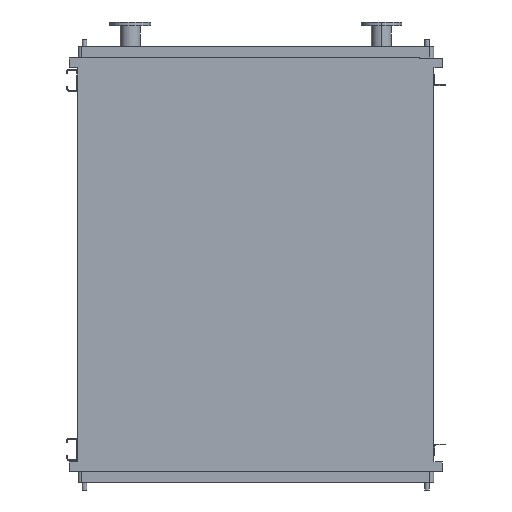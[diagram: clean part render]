
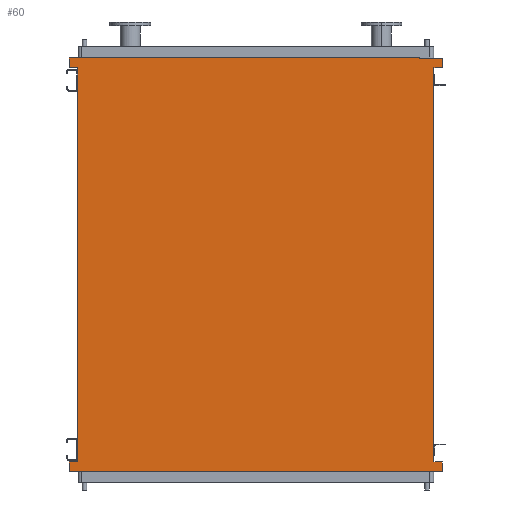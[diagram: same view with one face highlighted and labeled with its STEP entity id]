
A CAD part, front view. The second image highlights one B-rep face of the part: STEP entity #60.
In plain terms, the highlighted planar face has unit normal (0, -1, 0).
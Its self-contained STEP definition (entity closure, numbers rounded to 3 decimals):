
#60 = ADVANCED_FACE ( 'NONE', ( #293 ), #7101, .T. ) ;
#65 = VECTOR ( 'NONE', #10893, 1000. ) ;
#161 = CARTESIAN_POINT ( 'NONE',  ( 1011., 0., 43. ) ) ;
#189 = DIRECTION ( 'NONE',  ( 0., 0., -1. ) ) ;
#293 = FACE_OUTER_BOUND ( 'NONE', #6557, .T. ) ;
#326 = EDGE_CURVE ( 'NONE', #6277, #9246, #6134, .T. ) ;
#336 = CARTESIAN_POINT ( 'NONE',  ( 1011., 0., -2093. ) ) ;
#429 = DIRECTION ( 'NONE',  ( -1., 0., 0. ) ) ;
#999 = LINE ( 'NONE', #10439, #9137 ) ;
#1058 = DIRECTION ( 'NONE',  ( 0., 0., 1. ) ) ;
#1100 = EDGE_CURVE ( 'NONE', #6277, #1338, #5646, .T. ) ;
#1240 = DIRECTION ( 'NONE',  ( 0., 0., -1. ) ) ;
#1267 = EDGE_CURVE ( 'NONE', #10543, #2875, #8419, .T. ) ;
#1279 = LINE ( 'NONE', #10610, #1443 ) ;
#1338 = VERTEX_POINT ( 'NONE', #336 ) ;
#1443 = VECTOR ( 'NONE', #2063, 1000. ) ;
#1600 = CARTESIAN_POINT ( 'NONE',  ( -965., 0., -2093. ) ) ;
#1774 = VERTEX_POINT ( 'NONE', #10000 ) ;
#1933 = LINE ( 'NONE', #7074, #10009 ) ;
#1971 = ORIENTED_EDGE ( 'NONE', *, *, #3325, .F. ) ;
#2063 = DIRECTION ( 'NONE',  ( 1., 0., 0. ) ) ;
#2420 = CARTESIAN_POINT ( 'NONE',  ( -1011., 0., 43. ) ) ;
#2482 = VERTEX_POINT ( 'NONE', #6106 ) ;
#2576 = CARTESIAN_POINT ( 'NONE',  ( 1011., 0., 95. ) ) ;
#2688 = DIRECTION ( 'NONE',  ( 0., 0., 1. ) ) ;
#2695 = VERTEX_POINT ( 'NONE', #6877 ) ;
#2767 = EDGE_CURVE ( 'NONE', #3403, #2695, #2808, .T. ) ;
#2808 = LINE ( 'NONE', #5146, #10925 ) ;
#2875 = VERTEX_POINT ( 'NONE', #5849 ) ;
#2975 = VERTEX_POINT ( 'NONE', #5124 ) ;
#3098 = CARTESIAN_POINT ( 'NONE',  ( 965., 0., 43. ) ) ;
#3325 = EDGE_CURVE ( 'NONE', #1338, #1774, #9245, .T. ) ;
#3403 = VERTEX_POINT ( 'NONE', #1600 ) ;
#3514 = CARTESIAN_POINT ( 'NONE',  ( -1011., 0., 95. ) ) ;
#3623 = EDGE_CURVE ( 'NONE', #8758, #9246, #7233, .T. ) ;
#3914 = ORIENTED_EDGE ( 'NONE', *, *, #5194, .F. ) ;
#4145 = ORIENTED_EDGE ( 'NONE', *, *, #1100, .F. ) ;
#4155 = EDGE_CURVE ( 'NONE', #1774, #5921, #5031, .T. ) ;
#4366 = ORIENTED_EDGE ( 'NONE', *, *, #9163, .F. ) ;
#4977 = CARTESIAN_POINT ( 'NONE',  ( 965., 0., -2093. ) ) ;
#5031 = LINE ( 'NONE', #5915, #65 ) ;
#5124 = CARTESIAN_POINT ( 'NONE',  ( 1011., 0., 95. ) ) ;
#5146 = CARTESIAN_POINT ( 'NONE',  ( -965., 0., -2050. ) ) ;
#5194 = EDGE_CURVE ( 'NONE', #2875, #2975, #5819, .T. ) ;
#5533 = ORIENTED_EDGE ( 'NONE', *, *, #326, .T. ) ;
#5646 = LINE ( 'NONE', #7535, #7534 ) ;
#5819 = LINE ( 'NONE', #2576, #6684 ) ;
#5849 = CARTESIAN_POINT ( 'NONE',  ( -1011., 0., 95. ) ) ;
#5915 = CARTESIAN_POINT ( 'NONE',  ( 1011., 0., -2145. ) ) ;
#5921 = VERTEX_POINT ( 'NONE', #10283 ) ;
#6106 = CARTESIAN_POINT ( 'NONE',  ( -1011., 0., -2093. ) ) ;
#6134 = LINE ( 'NONE', #8646, #10915 ) ;
#6215 = LINE ( 'NONE', #7835, #10038 ) ;
#6277 = VERTEX_POINT ( 'NONE', #4977 ) ;
#6504 = CARTESIAN_POINT ( 'NONE',  ( 965., 0., 43. ) ) ;
#6557 = EDGE_LOOP ( 'NONE', ( #5533, #7649, #6597, #3914, #8821, #4366, #9102, #8256, #7906, #8475, #1971, #4145 ) ) ;
#6597 = ORIENTED_EDGE ( 'NONE', *, *, #9216, .F. ) ;
#6599 = EDGE_CURVE ( 'NONE', #2482, #3403, #1279, .T. ) ;
#6684 = VECTOR ( 'NONE', #9271, 1000. ) ;
#6877 = CARTESIAN_POINT ( 'NONE',  ( -965., 0., 43. ) ) ;
#6910 = DIRECTION ( 'NONE',  ( 0., 0., 1. ) ) ;
#6980 = AXIS2_PLACEMENT_3D ( 'NONE', #10509, #10564, #1240 ) ;
#7024 = DIRECTION ( 'NONE',  ( -1., 0., 0. ) ) ;
#7074 = CARTESIAN_POINT ( 'NONE',  ( -1011., 0., -2145. ) ) ;
#7101 = PLANE ( 'NONE',  #6980 ) ;
#7196 = VECTOR ( 'NONE', #429, 1000. ) ;
#7233 = LINE ( 'NONE', #6504, #7196 ) ;
#7534 = VECTOR ( 'NONE', #9049, 1000. ) ;
#7535 = CARTESIAN_POINT ( 'NONE',  ( 965., 0., -2093. ) ) ;
#7623 = CARTESIAN_POINT ( 'NONE',  ( 1011., 0., -2093. ) ) ;
#7649 = ORIENTED_EDGE ( 'NONE', *, *, #3623, .F. ) ;
#7835 = CARTESIAN_POINT ( 'NONE',  ( 1011., 0., 43. ) ) ;
#7846 = EDGE_CURVE ( 'NONE', #5921, #2482, #1933, .T. ) ;
#7906 = ORIENTED_EDGE ( 'NONE', *, *, #7846, .F. ) ;
#8256 = ORIENTED_EDGE ( 'NONE', *, *, #6599, .F. ) ;
#8419 = LINE ( 'NONE', #3514, #8771 ) ;
#8475 = ORIENTED_EDGE ( 'NONE', *, *, #4155, .F. ) ;
#8646 = CARTESIAN_POINT ( 'NONE',  ( 965., 0., -2050. ) ) ;
#8758 = VERTEX_POINT ( 'NONE', #161 ) ;
#8771 = VECTOR ( 'NONE', #6910, 1000. ) ;
#8821 = ORIENTED_EDGE ( 'NONE', *, *, #1267, .F. ) ;
#8966 = VECTOR ( 'NONE', #11032, 1000. ) ;
#9049 = DIRECTION ( 'NONE',  ( 1., 0., 0. ) ) ;
#9102 = ORIENTED_EDGE ( 'NONE', *, *, #2767, .F. ) ;
#9137 = VECTOR ( 'NONE', #7024, 1000. ) ;
#9163 = EDGE_CURVE ( 'NONE', #2695, #10543, #999, .T. ) ;
#9216 = EDGE_CURVE ( 'NONE', #2975, #8758, #6215, .T. ) ;
#9245 = LINE ( 'NONE', #7623, #8966 ) ;
#9246 = VERTEX_POINT ( 'NONE', #3098 ) ;
#9271 = DIRECTION ( 'NONE',  ( 1., 0., 0. ) ) ;
#9756 = DIRECTION ( 'NONE',  ( 0., 0., 1. ) ) ;
#10000 = CARTESIAN_POINT ( 'NONE',  ( 1011., 0., -2145. ) ) ;
#10009 = VECTOR ( 'NONE', #9756, 1000. ) ;
#10038 = VECTOR ( 'NONE', #189, 1000. ) ;
#10283 = CARTESIAN_POINT ( 'NONE',  ( -1011., 0., -2145. ) ) ;
#10439 = CARTESIAN_POINT ( 'NONE',  ( -1011., 0., 43. ) ) ;
#10509 = CARTESIAN_POINT ( 'NONE',  ( -965., 0., -2050. ) ) ;
#10543 = VERTEX_POINT ( 'NONE', #2420 ) ;
#10564 = DIRECTION ( 'NONE',  ( 0., -1., 0. ) ) ;
#10610 = CARTESIAN_POINT ( 'NONE',  ( -1011., 0., -2093. ) ) ;
#10893 = DIRECTION ( 'NONE',  ( -1., 0., 0. ) ) ;
#10915 = VECTOR ( 'NONE', #1058, 1000. ) ;
#10925 = VECTOR ( 'NONE', #2688, 1000. ) ;
#11032 = DIRECTION ( 'NONE',  ( 0., 0., -1. ) ) ;
